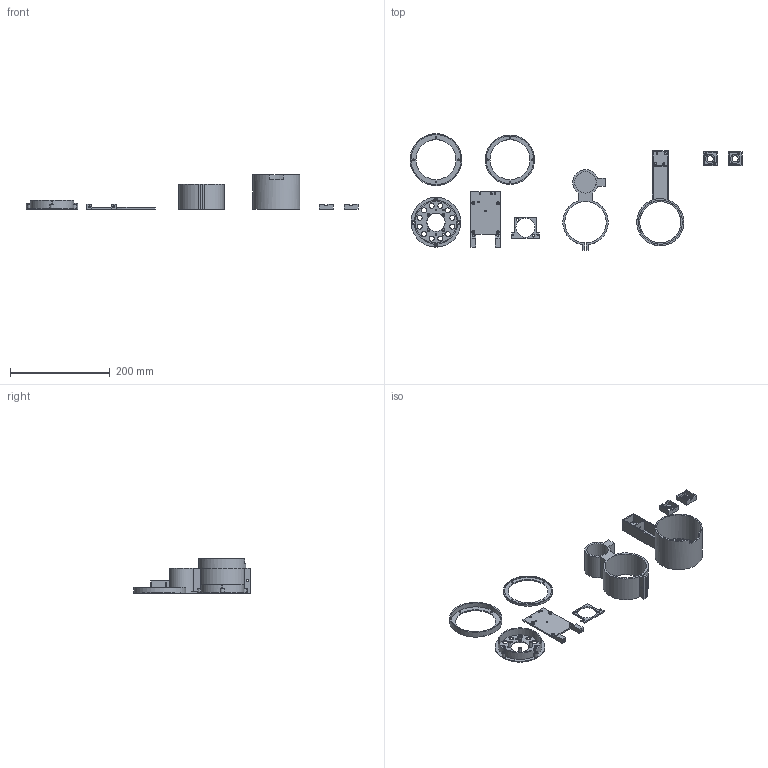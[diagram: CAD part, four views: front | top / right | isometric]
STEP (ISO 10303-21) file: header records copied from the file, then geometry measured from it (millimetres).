
FILE_DESCRIPTION(/* description */ (''),/* implementation_level */ '2;1');
FILE_NAME(/* name */ 'CAPV5 v29.step',/* time_stamp */ '2025-09-10T01:18:46-04:00',/* author */ (''),/* organization */ (''),/* preprocessor_version */ 'ST-DEVELOPER v20.1',/* originating_system */ 'Autodesk Translation Framework v14.10.0.0',/* authorisation */ '');
FILE_SCHEMA (('AUTOMOTIVE_DESIGN { 1 0 10303 214 3 1 1 }'));
Length unit declared in the file: millimetre
Products named in the file (11): CAPV5; Component1; cap-main; cap-support; cap-dome-holder; cap-gasket-template; cap-fan-holder; cap-poll-holder; cap-weather-shield-cover-sparkfun-bme280; cap-weather-sheild-sparkfun-bme-280; cap-weather-shield-cover-adafruit-bme680
Assembly tree (10 placements, depth 3):
  CAPV5
    Component1
      cap-main
      cap-support
      cap-dome-holder
      cap-gasket-template
      cap-fan-holder
      cap-poll-holder
      cap-weather-shield-cover-sparkfun-bme280
      cap-weather-sheild-sparkfun-bme-280
      cap-weather-shield-cover-adafruit-bme680
Bounding box: 665.9 x 233.83 x 70 mm (x, y, z)
Volume: 274893.9 mm3; surface area: 182849.5 mm2
Topology: 9 solids, 9 shells, 268 faces, 708 edges, 470 vertices
Faces by surface type: plane 139, cylinder 126, bspline 2, cone 1
Full cylindrical faces by diameter (mm): 2.7 x2, 2.8 x2, 3.2 x14, 3.4 x5, 3.5 x10, 4.1 x6, 4.2 x4, 4.826 x5, 5.5 x2, 6 x4, 6.731 x8, 10 x12, 12 x2, 19 x2, 36.5 x1, 38 x1, 43 x1, 80.2 x2, 82.5 x1, 83 x1, 88.5 x2, 94.5 x1, 95.2 x1, 99 x1, 100 x1, 100.2 x1, 104.2 x1
Entity records: 10316 total; most frequent: CARTESIAN_POINT 2991, DIRECTION 1470, ORIENTED_EDGE 1416, EDGE_CURVE 708, AXIS2_PLACEMENT_3D 534, VERTEX_POINT 470, LINE 402, VECTOR 402
